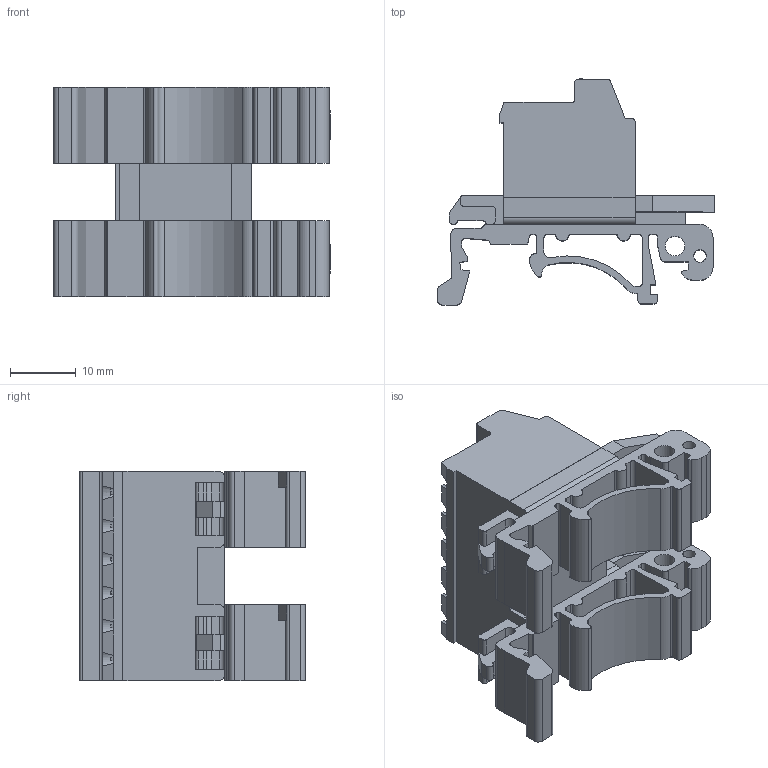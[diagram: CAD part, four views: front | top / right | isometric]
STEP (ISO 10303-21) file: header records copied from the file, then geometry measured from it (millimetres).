
FILE_DESCRIPTION(/* description */ (''),/* implementation_level */ '2;1');
FILE_NAME(/* name */ '12323.1_PK_TS_6_5,08.stp',/* time_stamp */ '2023-04-25T12:09:13+02:00',/* author */ ('swilken'),/* organization */ (''),/* preprocessor_version */ 'ST-DEVELOPER v18.1',/* originating_system */ 'Autodesk Inventor 2022',/* authorisation */ '');
FILE_SCHEMA (('AUTOMOTIVE_DESIGN { 1 0 10303 214 3 1 1 }'));
Length unit declared in the file: millimetre
Products named in the file (1): AKZS950_6_G_508
Bounding box: 42.2 x 34.55 x 32 mm (x, y, z)
Volume: 14354.9 mm3; surface area: 11479.7 mm2
Topology: 1 solids, 1 shells, 773 faces, 2091 edges, 1331 vertices
Faces by surface type: plane 504, cylinder 210, bspline 24, torus 18, cone 15, sphere 2
Full cylindrical faces by diameter (mm): 1.9 x2, 3 x2, 4 x12
Entity records: 24359 total; most frequent: CARTESIAN_POINT 4580, ORIENTED_EDGE 4182, DIRECTION 4112, EDGE_CURVE 2091, LINE 1474, VECTOR 1474, VERTEX_POINT 1331, AXIS2_PLACEMENT_3D 1319
